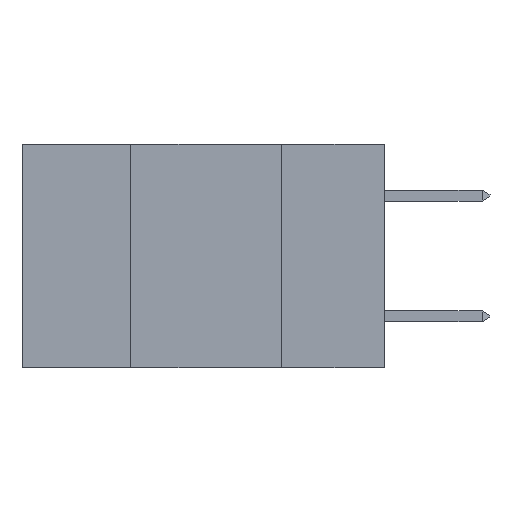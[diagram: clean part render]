
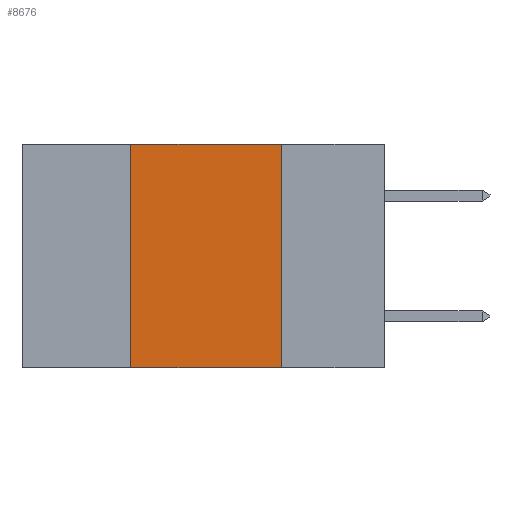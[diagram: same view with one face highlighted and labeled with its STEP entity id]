
A CAD part, left-side view. The second image highlights one B-rep face of the part: STEP entity #8676.
In plain terms, the highlighted planar face has unit normal (-1, 0, 0).
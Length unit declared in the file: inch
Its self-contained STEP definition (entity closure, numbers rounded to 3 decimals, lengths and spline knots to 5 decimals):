
#105 = PLANE ( 'NONE',  #9674 ) ;
#135 = DIRECTION ( 'NONE',  ( 1., 0., 0. ) ) ;
#859 = EDGE_CURVE ( 'NONE', #7521, #6528, #10386, .T. ) ;
#930 = CARTESIAN_POINT ( 'NONE',  ( 0., 0.17, 0. ) ) ;
#1272 = DIRECTION ( 'NONE',  ( 0., 0., -1. ) ) ;
#1494 = ORIENTED_EDGE ( 'NONE', *, *, #8228, .F. ) ;
#1852 = CARTESIAN_POINT ( 'NONE',  ( 0., 0.42, 0. ) ) ;
#2053 = VECTOR ( 'NONE', #9769, 39.37008 ) ;
#2449 = VERTEX_POINT ( 'NONE', #2714 ) ;
#2545 = EDGE_CURVE ( 'NONE', #2449, #6528, #3858, .T. ) ;
#2714 = CARTESIAN_POINT ( 'NONE',  ( 0., 0.42, -0.37 ) ) ;
#2853 = VECTOR ( 'NONE', #7939, 39.37008 ) ;
#3501 = EDGE_LOOP ( 'NONE', ( #6604, #1494, #5938, #9588 ) ) ;
#3679 = VERTEX_POINT ( 'NONE', #1852 ) ;
#3858 = LINE ( 'NONE', #8632, #2853 ) ;
#4611 = FACE_OUTER_BOUND ( 'NONE', #3501, .T. ) ;
#4886 = CARTESIAN_POINT ( 'NONE',  ( 0., 0.42, 0. ) ) ;
#5435 = LINE ( 'NONE', #4886, #2053 ) ;
#5938 = ORIENTED_EDGE ( 'NONE', *, *, #6722, .F. ) ;
#6152 = DIRECTION ( 'NONE',  ( 0., -1., 0. ) ) ;
#6247 = VECTOR ( 'NONE', #6152, 39.37008 ) ;
#6509 = CARTESIAN_POINT ( 'NONE',  ( 0., 0.6, 0. ) ) ;
#6528 = VERTEX_POINT ( 'NONE', #10395 ) ;
#6604 = ORIENTED_EDGE ( 'NONE', *, *, #859, .F. ) ;
#6722 = EDGE_CURVE ( 'NONE', #2449, #3679, #5435, .T. ) ;
#6910 = CARTESIAN_POINT ( 'NONE',  ( 0., 0.17, 0. ) ) ;
#7034 = CARTESIAN_POINT ( 'NONE',  ( 0., 0.6, 0. ) ) ;
#7470 = DIRECTION ( 'NONE',  ( 0., 0., -1. ) ) ;
#7521 = VERTEX_POINT ( 'NONE', #930 ) ;
#7939 = DIRECTION ( 'NONE',  ( 0., -1., 0. ) ) ;
#8228 = EDGE_CURVE ( 'NONE', #3679, #7521, #10346, .T. ) ;
#8610 = VECTOR ( 'NONE', #1272, 39.37008 ) ;
#8632 = CARTESIAN_POINT ( 'NONE',  ( 0., 0.6, -0.37 ) ) ;
#8676 = ADVANCED_FACE ( 'NONE', ( #4611 ), #105, .F. ) ;
#9588 = ORIENTED_EDGE ( 'NONE', *, *, #2545, .T. ) ;
#9674 = AXIS2_PLACEMENT_3D ( 'NONE', #6509, #135, #7470 ) ;
#9769 = DIRECTION ( 'NONE',  ( 0., 0., 1. ) ) ;
#10346 = LINE ( 'NONE', #7034, #6247 ) ;
#10386 = LINE ( 'NONE', #6910, #8610 ) ;
#10395 = CARTESIAN_POINT ( 'NONE',  ( 0., 0.17, -0.37 ) ) ;
